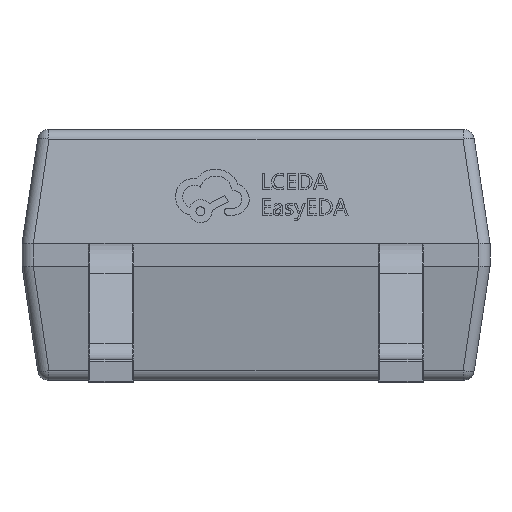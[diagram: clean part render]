
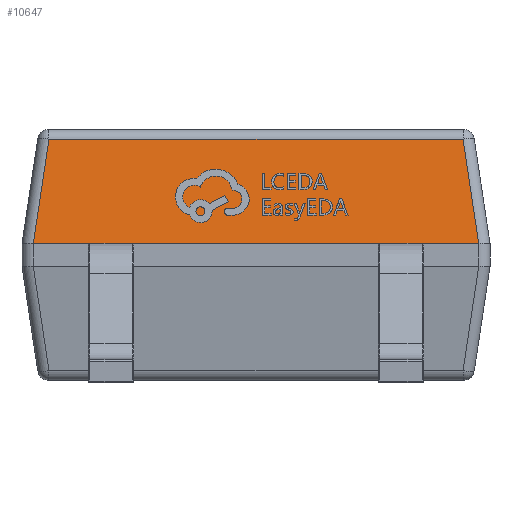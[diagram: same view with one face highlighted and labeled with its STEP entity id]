
A CAD part, left-side view. The second image highlights one B-rep face of the part: STEP entity #10647.
In plain terms, the highlighted planar face has unit normal (-0.989, 0, 0.148).
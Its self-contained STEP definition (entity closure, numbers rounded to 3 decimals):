
#356 = ORIENTED_EDGE ( 'NONE', *, *, #16435, .T. ) ;
#608 = DIRECTION ( 'NONE',  ( -0.147, 0.147, -0.978 ) ) ;
#1191 = VERTEX_POINT ( 'NONE', #5309 ) ;
#1456 = VERTEX_POINT ( 'NONE', #14242 ) ;
#1822 = FACE_OUTER_BOUND ( 'NONE', #22424, .T. ) ;
#1863 = CARTESIAN_POINT ( 'NONE',  ( -1.9, 2.245, 7.8 ) ) ;
#2108 = CARTESIAN_POINT ( 'NONE',  ( -1.75, 0.294, 8.8 ) ) ;
#2260 = VERTEX_POINT ( 'NONE', #3888 ) ;
#2528 = AXIS2_PLACEMENT_3D ( 'NONE', #2108, #19764, #23649 ) ;
#3713 = CARTESIAN_POINT ( 'NONE',  ( -1.763, 0.294, 8.715 ) ) ;
#3888 = CARTESIAN_POINT ( 'NONE',  ( -1.763, -1.52, 8.715 ) ) ;
#3959 = CARTESIAN_POINT ( 'NONE',  ( -1.9, 2.344, 7.8 ) ) ;
#4427 = CARTESIAN_POINT ( 'NONE',  ( -1.9, -1.656, 7.8 ) ) ;
#4558 = VECTOR ( 'NONE', #6150, 1000. ) ;
#4773 = EDGE_CURVE ( 'NONE', #25317, #25503, #10643, .T. ) ;
#5309 = CARTESIAN_POINT ( 'NONE',  ( -1.9, 2.244, 7.8 ) ) ;
#5597 = VECTOR ( 'NONE', #25649, 1000. ) ;
#6150 = DIRECTION ( 'NONE',  ( 0., 1., 0. ) ) ;
#7076 = CARTESIAN_POINT ( 'NONE',  ( -1.9, 2.245, 7.8 ) ) ;
#7349 = CARTESIAN_POINT ( 'NONE',  ( -1.9, 2.244, 7.8 ) ) ;
#7708 = VERTEX_POINT ( 'NONE', #1863 ) ;
#8149 = DIRECTION ( 'NONE',  ( 0.147, 0.147, 0.978 ) ) ;
#8551 =( BOUNDED_CURVE ( )  B_SPLINE_CURVE ( 3, ( #9364, #7076, #9791, #7349 ),
 .UNSPECIFIED., .F., .F. ) 
 B_SPLINE_CURVE_WITH_KNOTS ( ( 4, 4 ),
 ( 6.272, 6.283 ),
 .UNSPECIFIED. ) 
 CURVE ( )  GEOMETRIC_REPRESENTATION_ITEM ( )  RATIONAL_B_SPLINE_CURVE ( ( 1., 1., 1., 1. ) ) 
 REPRESENTATION_ITEM ( '' )  );
#9364 = CARTESIAN_POINT ( 'NONE',  ( -1.9, 2.245, 7.8 ) ) ;
#9497 = LINE ( 'NONE', #27151, #14419 ) ;
#9791 = CARTESIAN_POINT ( 'NONE',  ( -1.9, 2.244, 7.8 ) ) ;
#10450 = LINE ( 'NONE', #3713, #4558 ) ;
#10643 =( BOUNDED_CURVE ( )  B_SPLINE_CURVE ( 3, ( #21774, #4427, #24216, #28104 ),
 .UNSPECIFIED., .F., .T. ) 
 B_SPLINE_CURVE_WITH_KNOTS ( ( 4, 4 ),
 ( 0., 0.011 ),
 .UNSPECIFIED. ) 
 CURVE ( )  GEOMETRIC_REPRESENTATION_ITEM ( )  RATIONAL_B_SPLINE_CURVE ( ( 1., 1., 1., 1. ) ) 
 REPRESENTATION_ITEM ( '' )  );
#10647 = ADVANCED_FACE ( 'NONE', ( #1822 ), #21766, .T. ) ;
#11649 = ORIENTED_EDGE ( 'NONE', *, *, #17432, .T. ) ;
#11814 = CARTESIAN_POINT ( 'NONE',  ( -1.9, -1.657, 7.8 ) ) ;
#14242 = CARTESIAN_POINT ( 'NONE',  ( -1.763, 2.108, 8.715 ) ) ;
#14419 = VECTOR ( 'NONE', #608, 1000. ) ;
#15122 = CARTESIAN_POINT ( 'NONE',  ( -1.711, -1.468, 9.059 ) ) ;
#15167 = ORIENTED_EDGE ( 'NONE', *, *, #20559, .T. ) ;
#16435 = EDGE_CURVE ( 'NONE', #2260, #1456, #10450, .T. ) ;
#16846 = EDGE_CURVE ( 'NONE', #1456, #7708, #9497, .T. ) ;
#17432 = EDGE_CURVE ( 'NONE', #25503, #2260, #27818, .T. ) ;
#17728 = CARTESIAN_POINT ( 'NONE',  ( -1.9, -1.656, 7.8 ) ) ;
#18135 = ORIENTED_EDGE ( 'NONE', *, *, #4773, .T. ) ;
#19764 = DIRECTION ( 'NONE',  ( -0.989, 0., 0.148 ) ) ;
#20559 = EDGE_CURVE ( 'NONE', #7708, #1191, #8551, .T. ) ;
#21766 = PLANE ( 'NONE',  #2528 ) ;
#21774 = CARTESIAN_POINT ( 'NONE',  ( -1.9, -1.656, 7.8 ) ) ;
#22401 = EDGE_CURVE ( 'NONE', #25317, #1191, #28058, .T. ) ;
#22424 = EDGE_LOOP ( 'NONE', ( #24179, #15167, #23746, #18135, #11649, #356 ) ) ;
#23649 = DIRECTION ( 'NONE',  ( 0., 1., 0. ) ) ;
#23746 = ORIENTED_EDGE ( 'NONE', *, *, #22401, .F. ) ;
#24179 = ORIENTED_EDGE ( 'NONE', *, *, #16846, .T. ) ;
#24216 = CARTESIAN_POINT ( 'NONE',  ( -1.9, -1.657, 7.8 ) ) ;
#25317 = VERTEX_POINT ( 'NONE', #17728 ) ;
#25503 = VERTEX_POINT ( 'NONE', #11814 ) ;
#25649 = DIRECTION ( 'NONE',  ( 0., 1., 0. ) ) ;
#26043 = VECTOR ( 'NONE', #8149, 1000. ) ;
#27151 = CARTESIAN_POINT ( 'NONE',  ( -1.711, 2.056, 9.059 ) ) ;
#27818 = LINE ( 'NONE', #15122, #26043 ) ;
#28058 = LINE ( 'NONE', #3959, #5597 ) ;
#28104 = CARTESIAN_POINT ( 'NONE',  ( -1.9, -1.657, 7.8 ) ) ;
